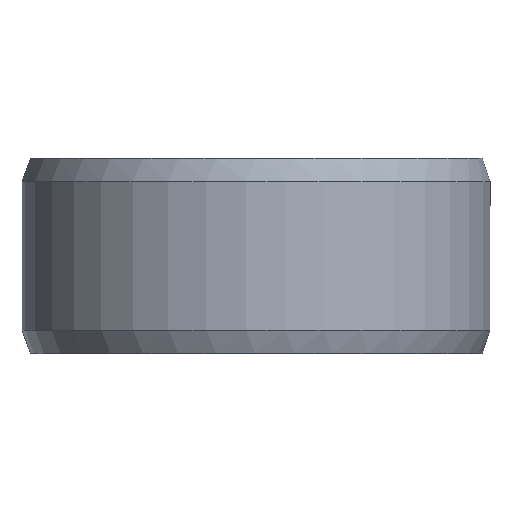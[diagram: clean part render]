
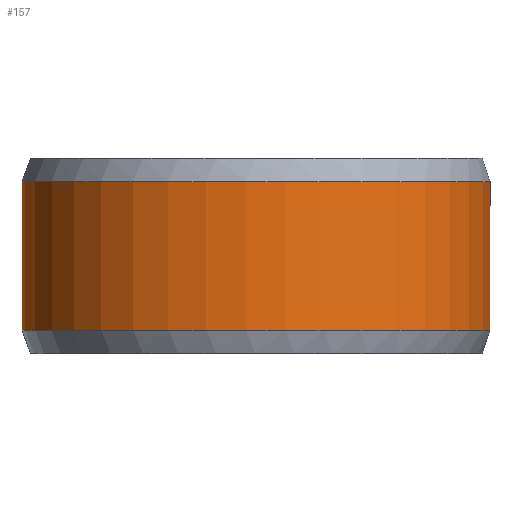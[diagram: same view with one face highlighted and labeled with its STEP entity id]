
A CAD part, front view. The second image highlights one B-rep face of the part: STEP entity #157.
In plain terms, the highlighted cylindrical face has radius 6 mm (diameter 12 mm), a partial arc.
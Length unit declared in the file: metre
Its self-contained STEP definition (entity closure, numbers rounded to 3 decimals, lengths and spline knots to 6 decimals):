
#157=ADVANCED_FACE('',(#177),#178,.T.);
#177=FACE_OUTER_BOUND('',#204,.T.);
#178=CYLINDRICAL_SURFACE('',#205,0.006);
#204=EDGE_LOOP('',(#252,#253,#254,#255));
#205=AXIS2_PLACEMENT_3D('',#256,#257,#258);
#252=ORIENTED_EDGE('',*,*,#328,.F.);
#253=ORIENTED_EDGE('',*,*,#321,.T.);
#254=ORIENTED_EDGE('',*,*,#334,.T.);
#255=ORIENTED_EDGE('',*,*,#335,.F.);
#256=CARTESIAN_POINT('',(0.,0.,0.0));
#257=DIRECTION('',(0.,0.0,-1.0));
#258=DIRECTION('',(-1.0,0.0,0.));
#321=EDGE_CURVE('',#356,#354,#357,.T.);
#328=EDGE_CURVE('',#356,#369,#370,.T.);
#334=EDGE_CURVE('',#354,#379,#380,.T.);
#335=EDGE_CURVE('',#369,#379,#381,.T.);
#354=VERTEX_POINT('',#484);
#356=VERTEX_POINT('',#491);
#357=B_SPLINE_CURVE_WITH_KNOTS('',3,(#492,#493,#494,#495,#496,#497,#498,#499,#500,#501,#502,#503,#504,#505,#506,#507,#508,#509,#510,#511,#512,#513),.UNSPECIFIED.,.F.,.F.,(4,2,2,2,2,2,2,2,2,2,4),(0.0,0.000629,0.001257,0.001886,0.0022,0.002514,0.002829,0.003143,0.003771,0.0044,0.005029),.UNSPECIFIED.);
#369=VERTEX_POINT('',#532);
#370=CIRCLE('',#533,0.006);
#379=VERTEX_POINT('',#545);
#380=CIRCLE('',#546,0.006);
#381=LINE('',#547,#548);
#484=CARTESIAN_POINT('',(0.004793,-0.003609,0.0044));
#491=CARTESIAN_POINT('',(0.004793,-0.003609,0.0006));
#492=CARTESIAN_POINT('',(0.004793,-0.003609,0.0006));
#493=CARTESIAN_POINT('',(0.004672,-0.00377,0.000666));
#494=CARTESIAN_POINT('',(0.004552,-0.003913,0.000761));
#495=CARTESIAN_POINT('',(0.00432,-0.004168,0.001007));
#496=CARTESIAN_POINT('',(0.004212,-0.004275,0.001155));
#497=CARTESIAN_POINT('',(0.004027,-0.004449,0.001492));
#498=CARTESIAN_POINT('',(0.003951,-0.004516,0.001679));
#499=CARTESIAN_POINT('',(0.003873,-0.004583,0.001977));
#500=CARTESIAN_POINT('',(0.003853,-0.0046,0.002081));
#501=CARTESIAN_POINT('',(0.003826,-0.004622,0.002288));
#502=CARTESIAN_POINT('',(0.003819,-0.004628,0.002392));
#503=CARTESIAN_POINT('',(0.003819,-0.004628,0.002602));
#504=CARTESIAN_POINT('',(0.003825,-0.004622,0.002709));
#505=CARTESIAN_POINT('',(0.003852,-0.0046,0.002917));
#506=CARTESIAN_POINT('',(0.003872,-0.004583,0.003019));
#507=CARTESIAN_POINT('',(0.00395,-0.004517,0.003317));
#508=CARTESIAN_POINT('',(0.004026,-0.00445,0.003506));
#509=CARTESIAN_POINT('',(0.00421,-0.004277,0.003842));
#510=CARTESIAN_POINT('',(0.004319,-0.004168,0.003992));
#511=CARTESIAN_POINT('',(0.004549,-0.003916,0.004236));
#512=CARTESIAN_POINT('',(0.004672,-0.00377,0.004334));
#513=CARTESIAN_POINT('',(0.004793,-0.003609,0.0044));
#532=CARTESIAN_POINT('',(0.,0.006,0.0006));
#533=AXIS2_PLACEMENT_3D('',#589,#590,#591);
#545=CARTESIAN_POINT('',(0.,0.006,0.0044));
#546=AXIS2_PLACEMENT_3D('',#601,#602,#603);
#547=CARTESIAN_POINT('',(0.,0.006,0.0006));
#548=VECTOR('',#604,1.0);
#589=CARTESIAN_POINT('',(0.,0.,0.0006));
#590=DIRECTION('',(0.,0.0,-1.0));
#591=DIRECTION('',(-1.0,0.0,0.));
#601=CARTESIAN_POINT('',(0.,0.,0.0044));
#602=DIRECTION('',(0.,0.0,-1.0));
#603=DIRECTION('',(-1.0,0.0,0.));
#604=DIRECTION('',(0.0,0.,1.0));
